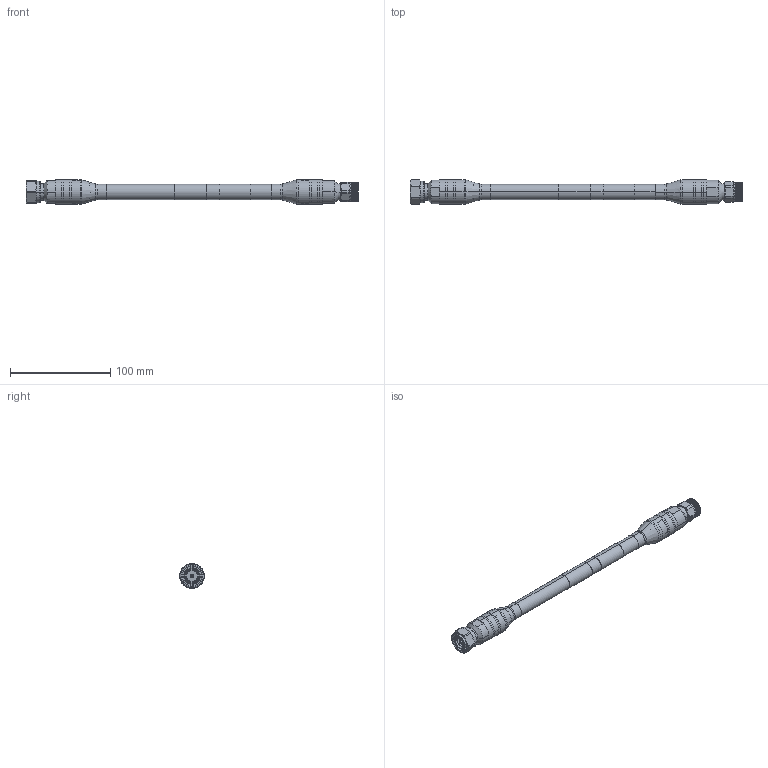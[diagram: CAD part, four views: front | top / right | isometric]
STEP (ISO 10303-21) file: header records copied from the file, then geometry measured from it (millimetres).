
FILE_DESCRIPTION (( 'STEP AP214' ), '1' );
FILE_NAME ('FMCA100129_3D.step', '2024-08-16T20:04:18', ( '' ), ( '' ), 'SwSTEP 2.0', 'SolidWorks 2022', '' );
FILE_SCHEMA (( 'AUTOMOTIVE_DESIGN' ));
Length unit declared in the file: inch
Products named in the file (5): FMCA100129_3D; TCOM-600-FR^FMCA100129_LABEL+PE PIM; Heat Shrink^FMCA100129_1" Long; TCP-600-NMC-LP; TCP-600-4310MC-LP
Assembly tree (5 placements, depth 2):
  FMCA100129_3D
    TCOM-600-FR^FMCA100129_LABEL+PE PIM
    TCP-600-4310MC-LP
    TCP-600-NMC-LP
    Heat Shrink^FMCA100129_1" Long  x2
Bounding box: 330.99 x 24.64 x 24.64 mm (x, y, z)
Volume: 83641.9 mm3; surface area: 41049.1 mm2
Topology: 5 solids, 5 shells, 1122 faces, 2907 edges, 1823 vertices
Faces by surface type: bspline 500, cylinder 419, cone 85, plane 63, torus 55
Entity records: 80669 total; most frequent: CARTESIAN_POINT 58631, ORIENTED_EDGE 5722, EDGE_CURVE 2861, DIRECTION 2598, B_SPLINE_CURVE_WITH_KNOTS 2060, VERTEX_POINT 1799, AXIS2_PLACEMENT_3D 1189, EDGE_LOOP 1132
